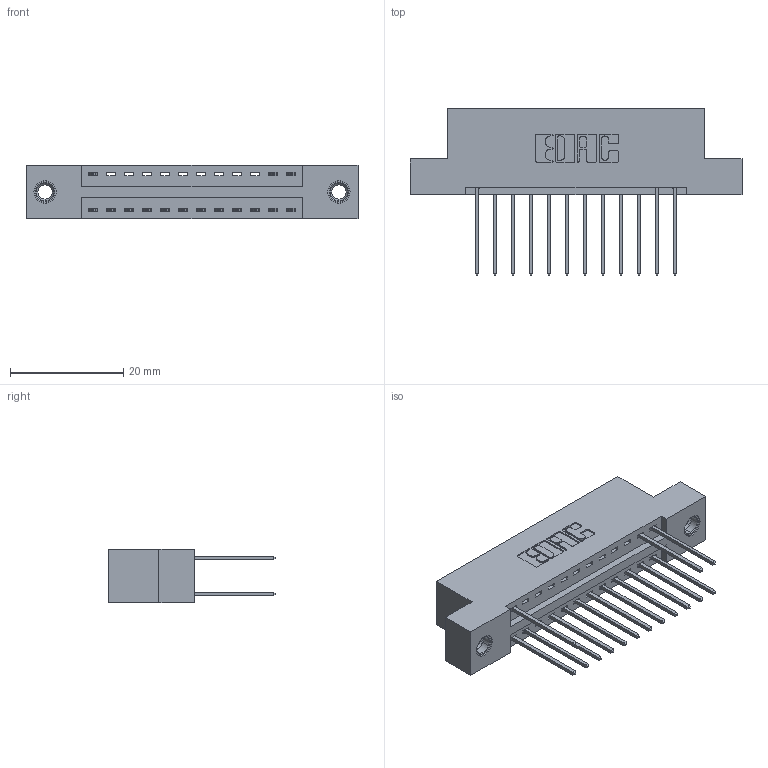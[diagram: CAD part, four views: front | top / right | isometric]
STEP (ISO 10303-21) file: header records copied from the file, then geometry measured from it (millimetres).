
FILE_DESCRIPTION (( 'STEP AP203' ), '1' );
FILE_NAME ('346-024-540-207.STEP', '2018-08-21T03:43:23', ( '' ), ( '' ), 'SwSTEP 2.0', 'SolidWorks 2016', '' );
FILE_SCHEMA (( 'CONFIG_CONTROL_DESIGN' ));
Length unit declared in the file: inch
Products named in the file (4): 346 Part_Flush Mounting Lugs - 0.156 Dia-TI; 345-292-001_345-293-140; 345-250-001_345-250-005-103; 346-024-540-207
Assembly tree (18 placements, depth 2):
  346-024-540-207
    346 Part_Flush Mounting Lugs - 0.156 Dia-TI
    345-292-001_345-293-140  x15
    345-250-001_345-250-005-103  x2
Bounding box: 58.67 x 29.46 x 9.4 mm (x, y, z)
Volume: 5450.8 mm3; surface area: 6856.6 mm2
Topology: 18 solids, 18 shells, 1016 faces, 2979 edges, 1958 vertices
Faces by surface type: plane 678, cylinder 322, cone 12, torus 4
Entity records: 12786 total; most frequent: CARTESIAN_POINT 2170, ORIENTED_EDGE 2106, DIRECTION 1981, EDGE_CURVE 1053, VECTOR 853, LINE 853, VERTEX_POINT 696, AXIS2_PLACEMENT_3D 564
